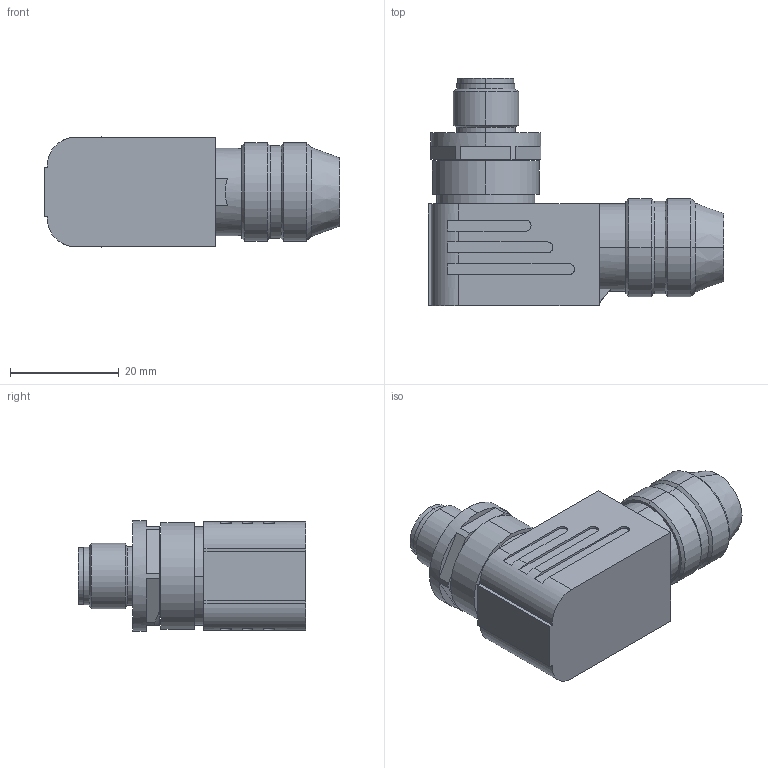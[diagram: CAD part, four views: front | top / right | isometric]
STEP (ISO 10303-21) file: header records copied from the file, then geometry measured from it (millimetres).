
FILE_DESCRIPTION(('SolidDesigner STEP Export'),'2;1');
FILE_NAME('1694282_SACC_M12MR_5CON_PG_9_SH-select.stp','2015-03-10T 9:22:24',(''),(''),'Creo Elements/Direct Modeling STEP processor for AP214 (Solid Model)','Creo Elements/Direct Modeling 18.1B 29-Sep-2012 (C) Parametric Technology GmbH','');
FILE_SCHEMA(('AUTOMOTIVE_DESIGN { 1 0 10303 214 1 1 1 1 }'));
Length unit declared in the file: millimetre
Products named in the file (2): 1694282_SACC_M12MR_5CON_PG_9_SH-select
Assembly tree (1 placements, depth 2):
  1694282_SACC_M12MR_5CON_PG_9_SH-select
    1694282_SACC_M12MR_5CON_PG_9_SH-select
Bounding box: 54.3 x 41.8 x 20.2 mm (x, y, z)
Volume: 20509.8 mm3; surface area: 6444.6 mm2
Topology: 1 solids, 1 shells, 144 faces, 394 edges, 256 vertices
Faces by surface type: plane 68, cylinder 51, cone 15, sphere 10
Entity records: 5313 total; most frequent: ORIENTED_EDGE 768, CARTESIAN_POINT 713, DIRECTION 671, EDGE_CURVE 384, VERTEX_POINT 256, AXIS2_PLACEMENT_3D 240, VECTOR 191, LINE 191
